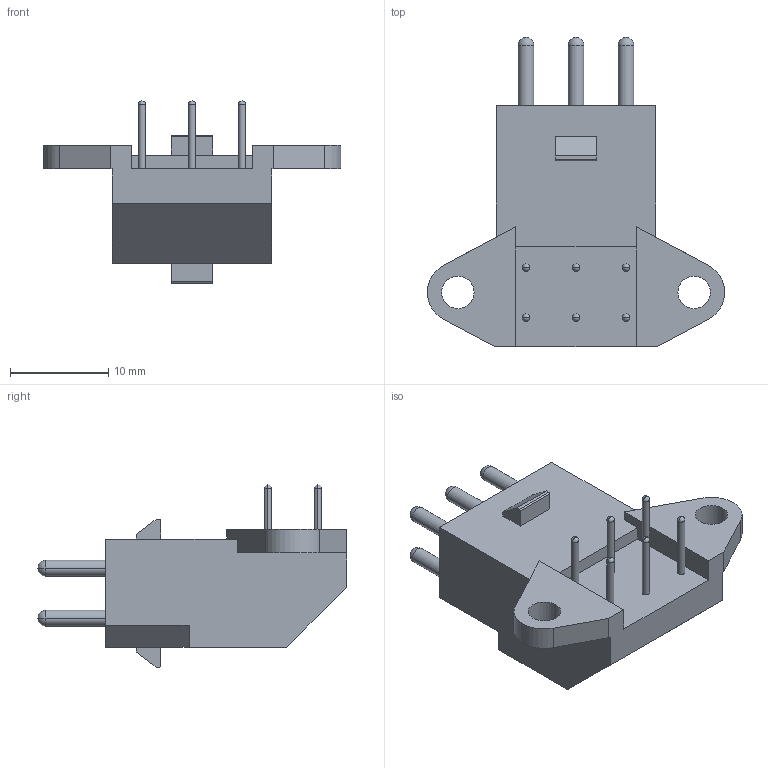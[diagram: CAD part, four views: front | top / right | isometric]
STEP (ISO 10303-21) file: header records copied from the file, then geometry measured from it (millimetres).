
FILE_DESCRIPTION((''),'2;1');
FILE_NAME('SMS6GE6_CATALOGUE_PRT','2010-08-09T',('amartin'),(''),'PRO/ENGINEER BY PARAMETRIC TECHNOLOGY CORPORATION, 2007390','PRO/ENGINEER BY PARAMETRIC TECHNOLOGY CORPORATION, 2007390','');
FILE_SCHEMA(('CONFIG_CONTROL_DESIGN'));
Length unit declared in the file: millimetre
Products named in the file (1): SMS6GE6_CATALOGUE_PRT
Bounding box: 30.18 x 31.4 x 18.49 mm (x, y, z)
Volume: 4210.2 mm3; surface area: 2239 mm2
Topology: 1 solids, 1 shells, 91 faces, 237 edges, 138 vertices
Faces by surface type: plane 35, cylinder 32, sphere 24
Entity records: 2665 total; most frequent: DIRECTION 483, CARTESIAN_POINT 442, ORIENTED_EDGE 426, EDGE_CURVE 213, AXIS2_PLACEMENT_3D 179, VERTEX_POINT 138, VECTOR 125, LINE 125
